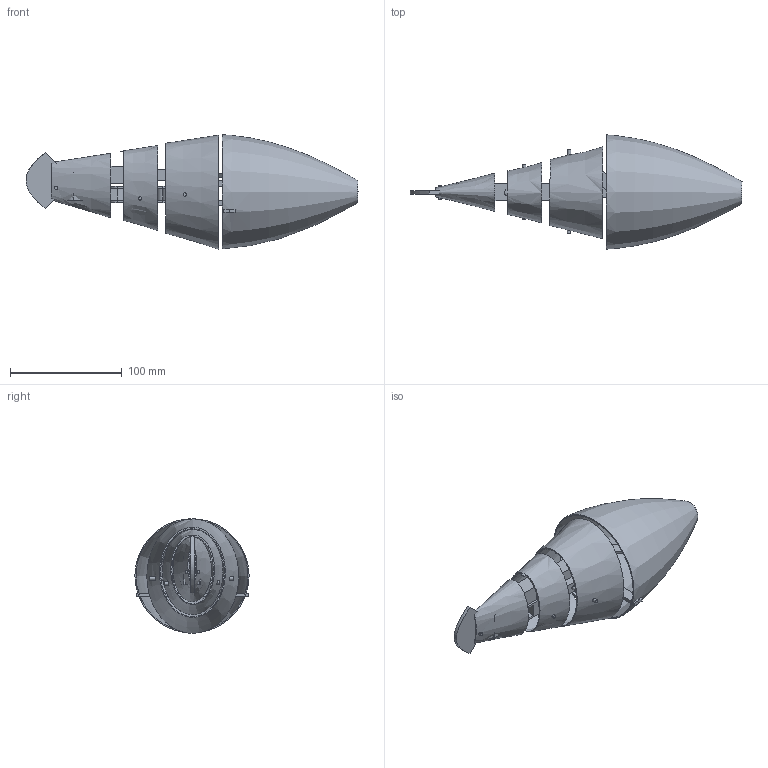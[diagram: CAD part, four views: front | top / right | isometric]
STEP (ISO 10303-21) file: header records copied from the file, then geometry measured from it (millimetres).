
FILE_DESCRIPTION(/* description */ (''),/* implementation_level */ '2;1');
FILE_NAME(/* name */ 'urdf fidh v5.step',/* time_stamp */ '2021-05-27T20:44:31+05:00',/* author */ (''),/* organization */ (''),/* preprocessor_version */ 'ST-DEVELOPER v18.1',/* originating_system */ 'Autodesk Translation Framework v10.9.0.1377',/* authorisation */ '');
FILE_SCHEMA (('AUTOMOTIVE_DESIGN { 1 0 10303 214 3 1 1 }'));
Length unit declared in the file: millimetre
Products named in the file (24): urdf fidh; steady one; tail steady part 1/2; steady 2; tail steady part 2; steady 3; tail steady 3; servo 1; servo joint 2; moving 1; tail moving 1; moving 2; tail moving 2; servo 2; servo joint v2; base_link; joining 2; tail body; tail mechanism_outer tail body; Component2; Component3; Component4; front body; fish front body v2
Assembly tree (23 placements, depth 4):
  urdf fidh
    steady one
      tail steady part 1/2
    steady 2
      tail steady part 2
    steady 3
      tail steady 3
    servo 1
      servo joint 2
    moving 1
      tail moving 1
    moving 2
      tail moving 2
    servo 2
      servo joint v2
    base_link
      joining 2
    tail body
      tail mechanism_outer tail body
        Component2
        Component3
        Component4
    front body
      fish front body v2
Bounding box: 296.54 x 102 x 102.4 mm (x, y, z)
Volume: 100102.8 mm3; surface area: 135075.1 mm2
Topology: 15 solids, 15 shells, 179 faces, 436 edges, 302 vertices
Faces by surface type: plane 110, cylinder 60, bspline 9
Full cylindrical faces by diameter (mm): 1.6 x4, 3 x12, 5 x4, 10 x19, 20 x1
Entity records: 8105 total; most frequent: CARTESIAN_POINT 3256, DIRECTION 911, ORIENTED_EDGE 872, EDGE_CURVE 436, AXIS2_PLACEMENT_3D 346, VERTEX_POINT 302, EDGE_LOOP 238, LINE 219
